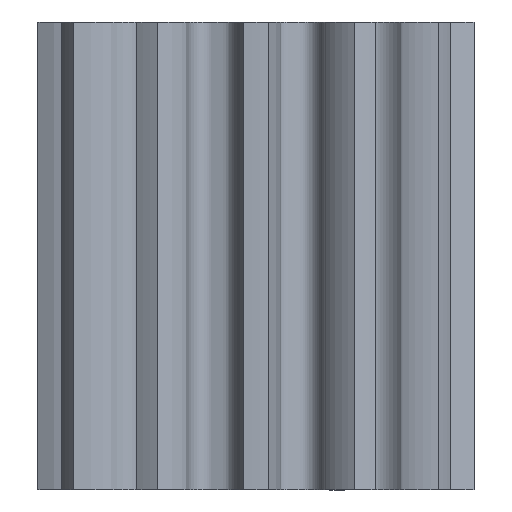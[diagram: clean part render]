
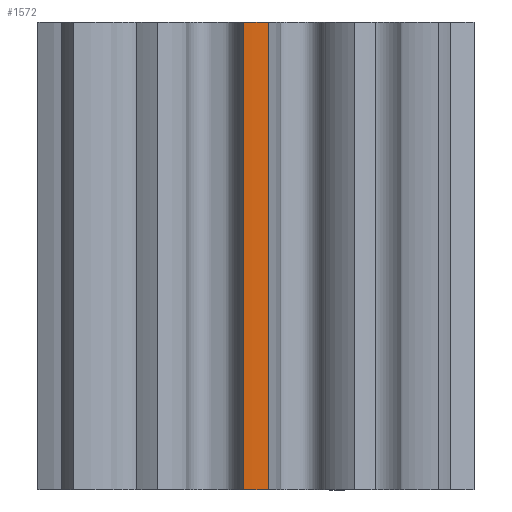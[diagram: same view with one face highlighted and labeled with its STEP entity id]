
A CAD part, front view. The second image highlights one B-rep face of the part: STEP entity #1572.
In plain terms, the highlighted cylindrical face has radius 8.89 mm (diameter 17.78 mm), a partial arc.
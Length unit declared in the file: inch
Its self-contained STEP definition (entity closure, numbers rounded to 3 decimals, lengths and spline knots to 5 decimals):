
#13 = AXIS2_PLACEMENT_3D ( 'NONE', #3087, #3161, #1931 ) ;
#154 = LINE ( 'NONE', #5961, #380 ) ;
#206 = VERTEX_POINT ( 'NONE', #1500 ) ;
#290 = DIRECTION ( 'NONE',  ( 0., 0., 1. ) ) ;
#367 = DIRECTION ( 'NONE',  ( 1., 0., 0. ) ) ;
#380 = VECTOR ( 'NONE', #1252, 39.37008 ) ;
#472 = VECTOR ( 'NONE', #7018, 39.37008 ) ;
#663 = ORIENTED_EDGE ( 'NONE', *, *, #4090, .T. ) ;
#761 = VERTEX_POINT ( 'NONE', #1138 ) ;
#970 = CARTESIAN_POINT ( 'NONE',  ( 0., 0., 0.375 ) ) ;
#1081 = ORIENTED_EDGE ( 'NONE', *, *, #7055, .T. ) ;
#1138 = CARTESIAN_POINT ( 'NONE',  ( -0.01959, -0.34945, -0.375 ) ) ;
#1186 = CARTESIAN_POINT ( 'NONE',  ( -0.01959, -0.34945, 0. ) ) ;
#1252 = DIRECTION ( 'NONE',  ( 0., 0., 1. ) ) ;
#1307 = VERTEX_POINT ( 'NONE', #4241 ) ;
#1445 = EDGE_CURVE ( 'NONE', #206, #3388, #7412, .T. ) ;
#1500 = CARTESIAN_POINT ( 'NONE',  ( -0.01959, -0.34945, 0.375 ) ) ;
#1572 = ADVANCED_FACE ( 'NONE', ( #4585 ), #6323, .T. ) ;
#1603 = AXIS2_PLACEMENT_3D ( 'NONE', #970, #290, #367 ) ;
#1931 = DIRECTION ( 'NONE',  ( 1., 0., 0. ) ) ;
#2690 = ORIENTED_EDGE ( 'NONE', *, *, #1445, .F. ) ;
#2707 = AXIS2_PLACEMENT_3D ( 'NONE', #4473, #6882, #6845 ) ;
#2715 = ORIENTED_EDGE ( 'NONE', *, *, #6600, .T. ) ;
#3087 = CARTESIAN_POINT ( 'NONE',  ( 0., 0., -0.375 ) ) ;
#3161 = DIRECTION ( 'NONE',  ( 0., 0., 1. ) ) ;
#3388 = VERTEX_POINT ( 'NONE', #5780 ) ;
#3587 = LINE ( 'NONE', #1186, #472 ) ;
#3898 = CIRCLE ( 'NONE', #13, 0.35 ) ;
#4090 = EDGE_CURVE ( 'NONE', #206, #761, #3587, .T. ) ;
#4241 = CARTESIAN_POINT ( 'NONE',  ( 0.01959, -0.34945, -0.375 ) ) ;
#4473 = CARTESIAN_POINT ( 'NONE',  ( 0., 0., 0. ) ) ;
#4585 = FACE_OUTER_BOUND ( 'NONE', #6670, .T. ) ;
#5780 = CARTESIAN_POINT ( 'NONE',  ( 0.01959, -0.34945, 0.375 ) ) ;
#5961 = CARTESIAN_POINT ( 'NONE',  ( 0.01959, -0.34945, 0. ) ) ;
#6323 = CYLINDRICAL_SURFACE ( 'NONE', #2707, 0.35 ) ;
#6600 = EDGE_CURVE ( 'NONE', #1307, #3388, #154, .T. ) ;
#6670 = EDGE_LOOP ( 'NONE', ( #1081, #2715, #2690, #663 ) ) ;
#6845 = DIRECTION ( 'NONE',  ( 1., 0., 0. ) ) ;
#6882 = DIRECTION ( 'NONE',  ( 0., 0., 1. ) ) ;
#7018 = DIRECTION ( 'NONE',  ( 0., 0., -1. ) ) ;
#7055 = EDGE_CURVE ( 'NONE', #761, #1307, #3898, .T. ) ;
#7412 = CIRCLE ( 'NONE', #1603, 0.35 ) ;
